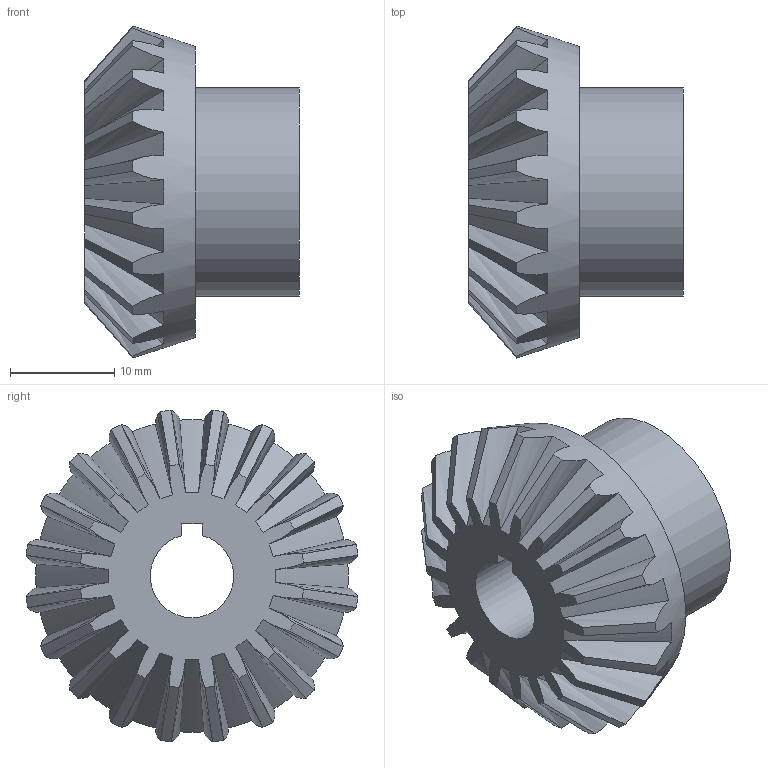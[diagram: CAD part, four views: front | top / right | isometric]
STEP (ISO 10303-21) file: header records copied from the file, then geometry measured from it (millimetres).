
FILE_DESCRIPTION(/* description */ ('STEP AP203'),/* implementation_level */ '2;1');
FILE_NAME(/* name */ '2810N4_PlasticMiterGear.stp',/* time_stamp */ '2022-05-24T13:36:07+02:00',/* author */ ('Nathann'),/* organization */ ('Managed by Terraform'),/* preprocessor_version */ 'ST-DEVELOPER v16.13',/* originating_system */ 'Autodesk Inventor 2018',/* authorisation */ '');
FILE_SCHEMA (('AUTOMOTIVE_DESIGN { 1 0 10303 214 3 1 1 }'));
Length unit declared in the file: millimetre
Products named in the file (1): 2810N4_PlasticMiterGear
Bounding box: 20.6 x 31.85 x 31.85 mm (x, y, z)
Volume: 7982.1 mm3; surface area: 3747.7 mm2
Topology: 1 solids, 1 shells, 89 faces, 258 edges, 172 vertices
Faces by surface type: bspline 60, cone 21, plane 6, cylinder 2
Full cylindrical faces by diameter (mm): 20 x1
Entity records: 4121 total; most frequent: CARTESIAN_POINT 2096, ORIENTED_EDGE 510, DIRECTION 260, EDGE_CURVE 255, VERTEX_POINT 171, B_SPLINE_CURVE_WITH_KNOTS 120, AXIS2_PLACEMENT_3D 95, EDGE_LOOP 94
